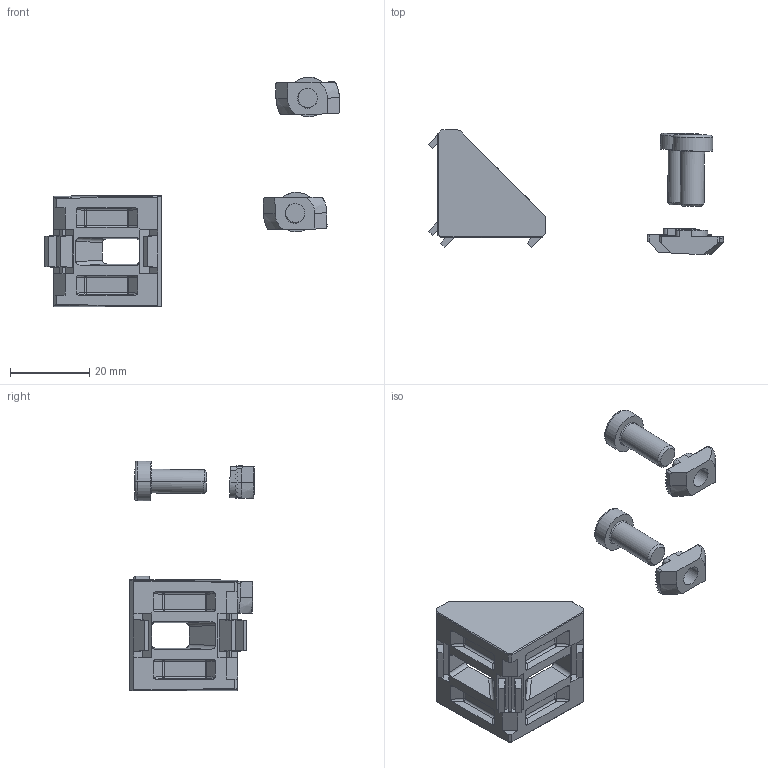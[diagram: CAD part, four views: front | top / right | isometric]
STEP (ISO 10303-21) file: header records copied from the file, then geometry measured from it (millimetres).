
FILE_DESCRIPTION (( 'STEP AP214' ), '1' );
FILE_NAME ('093w303n08s11.STEP', '2014-09-03T08:02:43', ( '' ), ( '' ), 'SwSTEP 2.0', 'SolidWorks 2014', '' );
FILE_SCHEMA (( 'AUTOMOTIVE_DESIGN' ));
Length unit declared in the file: millimetre
Products named in the file (4): socket head thin cap screw_din_DIN 7984 - M6 x 14 --- 14C; 096h08415_096 h08 6 15; 093w303_093 w 303 n08; 093w303n08s11
Assembly tree (5 placements, depth 2):
  093w303n08s11
    093w303_093 w 303 n08
    096h08415_096 h08 6 15  x2
    socket head thin cap screw_din_DIN 7984 - M6 x 14 --- 14C  x2
Bounding box: 74.44 x 31.41 x 57.99 mm (x, y, z)
Volume: 9687.3 mm3; surface area: 7200.5 mm2
Topology: 5 solids, 5 shells, 393 faces, 1024 edges, 638 vertices
Faces by surface type: plane 202, cylinder 141, sphere 16, bspline 14, cone 12, torus 8
Entity records: 9296 total; most frequent: CARTESIAN_POINT 2491, ORIENTED_EDGE 1476, DIRECTION 1278, EDGE_CURVE 738, VERTEX_POINT 461, VECTOR 450, LINE 450, AXIS2_PLACEMENT_3D 414
